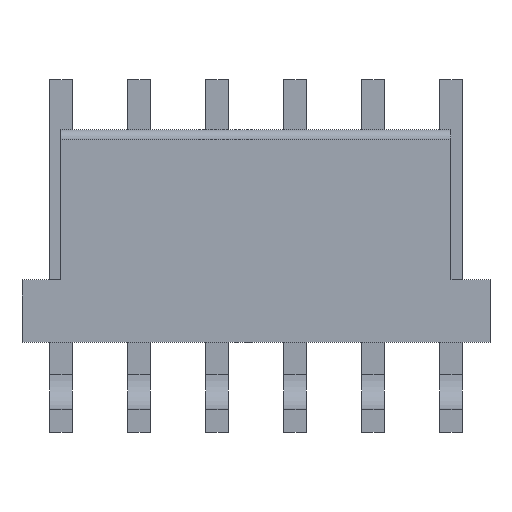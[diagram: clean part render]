
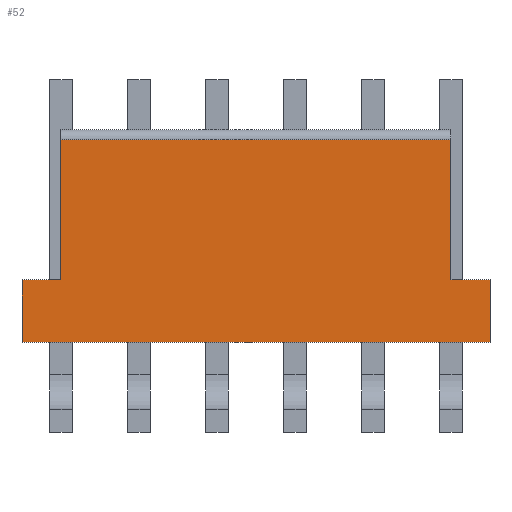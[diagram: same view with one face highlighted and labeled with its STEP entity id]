
A CAD part, front view. The second image highlights one B-rep face of the part: STEP entity #52.
In plain terms, the highlighted planar face has unit normal (0, -1, 0).
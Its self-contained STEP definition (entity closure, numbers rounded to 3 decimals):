
#52=ADVANCED_FACE('',(#178),#179,.T.);
#178=FACE_OUTER_BOUND('',#416,.T.);
#179=PLANE('',#417);
#416=EDGE_LOOP('',(#718,#719,#720,#721,#722,#723,#724,#725));
#417=AXIS2_PLACEMENT_3D('',#726,#727,#728);
#718=ORIENTED_EDGE('',*,*,#1624,.T.);
#719=ORIENTED_EDGE('',*,*,#1625,.F.);
#720=ORIENTED_EDGE('',*,*,#1626,.F.);
#721=ORIENTED_EDGE('',*,*,#1627,.F.);
#722=ORIENTED_EDGE('',*,*,#1628,.F.);
#723=ORIENTED_EDGE('',*,*,#1629,.T.);
#724=ORIENTED_EDGE('',*,*,#1630,.F.);
#725=ORIENTED_EDGE('',*,*,#1572,.T.);
#726=CARTESIAN_POINT('',(-11.887,-4.585,7.112));
#727=DIRECTION('',(0.0,-1.0,0.0));
#728=DIRECTION('',(0.0,0.0,-1.0));
#1572=EDGE_CURVE('',#1873,#1871,#1874,.T.);
#1624=EDGE_CURVE('',#1871,#1970,#1972,.T.);
#1625=EDGE_CURVE('',#1973,#1970,#1974,.T.);
#1626=EDGE_CURVE('',#1975,#1973,#1976,.T.);
#1627=EDGE_CURVE('',#1977,#1975,#1978,.T.);
#1628=EDGE_CURVE('',#1979,#1977,#1980,.T.);
#1629=EDGE_CURVE('',#1979,#1981,#1982,.T.);
#1630=EDGE_CURVE('',#1873,#1981,#1983,.T.);
#1871=VERTEX_POINT('',#2368);
#1873=VERTEX_POINT('',#2371);
#1874=LINE('',#2372,#2373);
#1970=VERTEX_POINT('',#2518);
#1972=LINE('',#2521,#2522);
#1973=VERTEX_POINT('',#2523);
#1974=LINE('',#2524,#2525);
#1975=VERTEX_POINT('',#2526);
#1976=LINE('',#2527,#2528);
#1977=VERTEX_POINT('',#2529);
#1978=LINE('',#2530,#2531);
#1979=VERTEX_POINT('',#2532);
#1980=LINE('',#2533,#2534);
#1981=VERTEX_POINT('',#2535);
#1982=LINE('',#2536,#2537);
#1983=LINE('',#2538,#2539);
#2368=CARTESIAN_POINT('',(-11.887,-4.585,-3.175));
#2371=CARTESIAN_POINT('',(-11.887,-4.585,0.0));
#2372=CARTESIAN_POINT('',(-11.887,-4.585,0.0));
#2373=VECTOR('',#3128,3.175);
#2518=CARTESIAN_POINT('',(11.887,-4.585,-3.175));
#2521=CARTESIAN_POINT('',(-11.887,-4.585,-3.175));
#2522=VECTOR('',#3182,23.774);
#2523=CARTESIAN_POINT('',(11.887,-4.585,0.0));
#2524=CARTESIAN_POINT('',(11.887,-4.585,0.0));
#2525=VECTOR('',#3183,3.175);
#2526=CARTESIAN_POINT('',(9.906,-4.585,0.0));
#2527=CARTESIAN_POINT('',(9.906,-4.585,0.0));
#2528=VECTOR('',#3184,1.981);
#2529=CARTESIAN_POINT('',(9.906,-4.585,7.112));
#2530=CARTESIAN_POINT('',(9.906,-4.585,7.112));
#2531=VECTOR('',#3185,7.112);
#2532=CARTESIAN_POINT('',(-9.906,-4.585,7.112));
#2533=CARTESIAN_POINT('',(-9.906,-4.585,7.112));
#2534=VECTOR('',#3186,19.812);
#2535=CARTESIAN_POINT('',(-9.906,-4.585,0.0));
#2536=CARTESIAN_POINT('',(-9.906,-4.585,7.112));
#2537=VECTOR('',#3187,7.112);
#2538=CARTESIAN_POINT('',(-11.887,-4.585,0.0));
#2539=VECTOR('',#3188,1.981);
#3128=DIRECTION('',(0.0,0.0,-1.0));
#3182=DIRECTION('',(1.0,0.0,0.0));
#3183=DIRECTION('',(0.0,0.0,-1.0));
#3184=DIRECTION('',(1.0,0.0,0.0));
#3185=DIRECTION('',(0.0,0.0,-1.0));
#3186=DIRECTION('',(1.0,0.0,0.0));
#3187=DIRECTION('',(0.0,0.0,-1.0));
#3188=DIRECTION('',(1.0,0.0,0.0));
